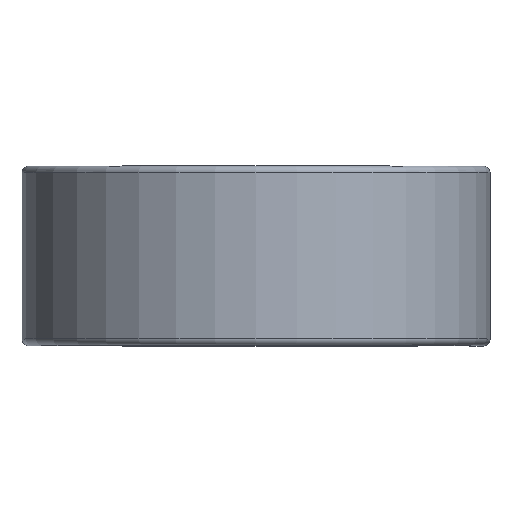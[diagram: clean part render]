
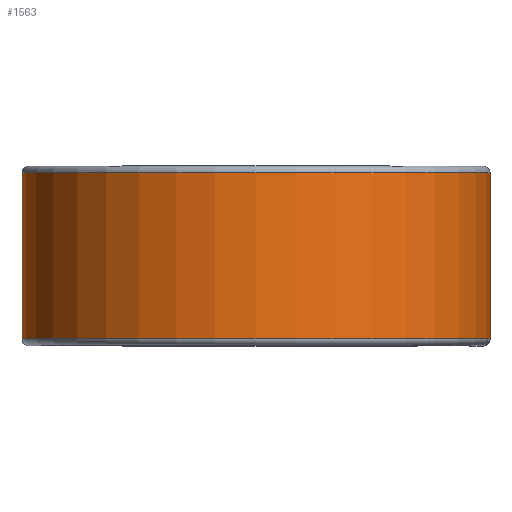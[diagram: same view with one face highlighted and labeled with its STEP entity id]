
A CAD part, top view. The second image highlights one B-rep face of the part: STEP entity #1563.
In plain terms, the highlighted cylindrical face has radius 26.924 mm (diameter 53.848 mm), a partial arc.
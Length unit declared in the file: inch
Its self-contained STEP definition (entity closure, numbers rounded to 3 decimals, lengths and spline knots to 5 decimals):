
#215 = DIRECTION ( 'NONE',  ( 0., -1., 0. ) ) ;
#299 = CIRCLE ( 'NONE', #2256, 1.06 ) ;
#354 = ORIENTED_EDGE ( 'NONE', *, *, #1582, .T. ) ;
#540 = EDGE_CURVE ( 'NONE', #1890, #2352, #712, .T. ) ;
#633 = LINE ( 'NONE', #1208, #1570 ) ;
#634 = FACE_OUTER_BOUND ( 'NONE', #1935, .T. ) ;
#678 = VERTEX_POINT ( 'NONE', #1331 ) ;
#691 = DIRECTION ( 'NONE',  ( 0., 1., 0. ) ) ;
#712 = LINE ( 'NONE', #1750, #1186 ) ;
#989 = AXIS2_PLACEMENT_3D ( 'NONE', #1600, #1791, #2043 ) ;
#1049 = DIRECTION ( 'NONE',  ( 0., -1., 0. ) ) ;
#1118 = AXIS2_PLACEMENT_3D ( 'NONE', #2176, #1049, #2363 ) ;
#1130 = CARTESIAN_POINT ( 'NONE',  ( 1.06, -0.37625, 0. ) ) ;
#1142 = ORIENTED_EDGE ( 'NONE', *, *, #1159, .F. ) ;
#1159 = EDGE_CURVE ( 'NONE', #1890, #1797, #299, .T. ) ;
#1167 = CIRCLE ( 'NONE', #1118, 1.06 ) ;
#1186 = VECTOR ( 'NONE', #1725, 39.37008 ) ;
#1208 = CARTESIAN_POINT ( 'NONE',  ( 0., 0.37625, -1.06 ) ) ;
#1267 = CARTESIAN_POINT ( 'NONE',  ( 0., -0.37625, 0. ) ) ;
#1331 = CARTESIAN_POINT ( 'NONE',  ( 0., 0.37625, -1.06 ) ) ;
#1460 = DIRECTION ( 'NONE',  ( 0., 0., -1. ) ) ;
#1516 = EDGE_CURVE ( 'NONE', #1797, #678, #633, .T. ) ;
#1563 = ADVANCED_FACE ( 'NONE', ( #634 ), #1630, .T. ) ;
#1570 = VECTOR ( 'NONE', #691, 39.37008 ) ;
#1582 = EDGE_CURVE ( 'NONE', #2352, #678, #1167, .T. ) ;
#1600 = CARTESIAN_POINT ( 'NONE',  ( 0., 0.375, 0. ) ) ;
#1630 = CYLINDRICAL_SURFACE ( 'NONE', #989, 1.06 ) ;
#1725 = DIRECTION ( 'NONE',  ( 0., 1., 0. ) ) ;
#1750 = CARTESIAN_POINT ( 'NONE',  ( 1.06, 0.37625, 0. ) ) ;
#1791 = DIRECTION ( 'NONE',  ( 0., -1., 0. ) ) ;
#1797 = VERTEX_POINT ( 'NONE', #1858 ) ;
#1807 = ORIENTED_EDGE ( 'NONE', *, *, #1516, .F. ) ;
#1858 = CARTESIAN_POINT ( 'NONE',  ( 0., -0.37625, -1.06 ) ) ;
#1890 = VERTEX_POINT ( 'NONE', #1130 ) ;
#1935 = EDGE_LOOP ( 'NONE', ( #2215, #354, #1807, #1142 ) ) ;
#2043 = DIRECTION ( 'NONE',  ( 0., 0., -1. ) ) ;
#2176 = CARTESIAN_POINT ( 'NONE',  ( 0., 0.37625, 0. ) ) ;
#2215 = ORIENTED_EDGE ( 'NONE', *, *, #540, .T. ) ;
#2256 = AXIS2_PLACEMENT_3D ( 'NONE', #1267, #215, #1460 ) ;
#2293 = CARTESIAN_POINT ( 'NONE',  ( 1.06, 0.37625, 0. ) ) ;
#2352 = VERTEX_POINT ( 'NONE', #2293 ) ;
#2363 = DIRECTION ( 'NONE',  ( 0., 0., -1. ) ) ;
